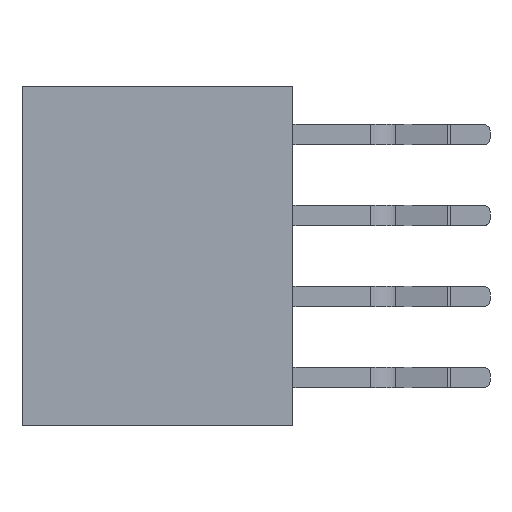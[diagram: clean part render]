
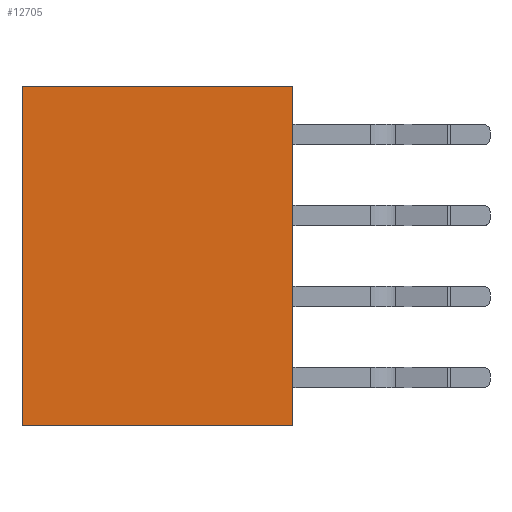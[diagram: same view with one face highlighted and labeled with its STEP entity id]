
A CAD part, top view. The second image highlights one B-rep face of the part: STEP entity #12705.
In plain terms, the highlighted planar face has unit normal (0, 0, 1).
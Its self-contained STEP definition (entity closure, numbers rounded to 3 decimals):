
#1498=ORIENTED_EDGE('',*,*,#3768,.F.);
#1499=ORIENTED_EDGE('',*,*,#3778,.F.);
#1500=ORIENTED_EDGE('',*,*,#3772,.T.);
#1501=ORIENTED_EDGE('',*,*,#3779,.T.);
#3768=EDGE_CURVE('',#4884,#4885,#5966,.T.);
#3772=EDGE_CURVE('',#4887,#4886,#5970,.T.);
#3778=EDGE_CURVE('',#4887,#4884,#5976,.T.);
#3779=EDGE_CURVE('',#4886,#4885,#5977,.T.);
#4884=VERTEX_POINT('',#17736);
#4885=VERTEX_POINT('',#17738);
#4886=VERTEX_POINT('',#17743);
#4887=VERTEX_POINT('',#17745);
#5966=LINE('',#17737,#7182);
#5970=LINE('',#17744,#7186);
#5976=LINE('',#17755,#7192);
#5977=LINE('',#17756,#7193);
#7182=VECTOR('',#14920,1000.);
#7186=VECTOR('',#14926,1000.);
#7192=VECTOR('',#14936,1000.);
#7193=VECTOR('',#14937,1000.);
#7819=EDGE_LOOP('',(#1498,#1499,#1500,#1501));
#8345=FACE_BOUND('',#7819,.T.);
#8853=PLANE('',#13222);
#12705=ADVANCED_FACE('',(#8345),#8853,.T.);
#13222=AXIS2_PLACEMENT_3D('',#17754,#14934,#14935);
#14920=DIRECTION('',(0.,1.,0.));
#14926=DIRECTION('',(0.,1.,0.));
#14934=DIRECTION('',(0.,0.,1.));
#14935=DIRECTION('',(0.,-1.,0.));
#14936=DIRECTION('',(-1.,0.,0.));
#14937=DIRECTION('',(-1.,0.,0.));
#17736=CARTESIAN_POINT('',(-5.33,-4.25,2.5));
#17737=CARTESIAN_POINT('',(-5.33,-4.25,2.5));
#17738=CARTESIAN_POINT('',(-5.33,4.25,2.5));
#17743=CARTESIAN_POINT('',(5.33,4.25,2.5));
#17744=CARTESIAN_POINT('',(5.33,-4.25,2.5));
#17745=CARTESIAN_POINT('',(5.33,-4.25,2.5));
#17754=CARTESIAN_POINT('',(5.33,-4.25,2.5));
#17755=CARTESIAN_POINT('',(5.33,-4.25,2.5));
#17756=CARTESIAN_POINT('',(5.33,4.25,2.5));
